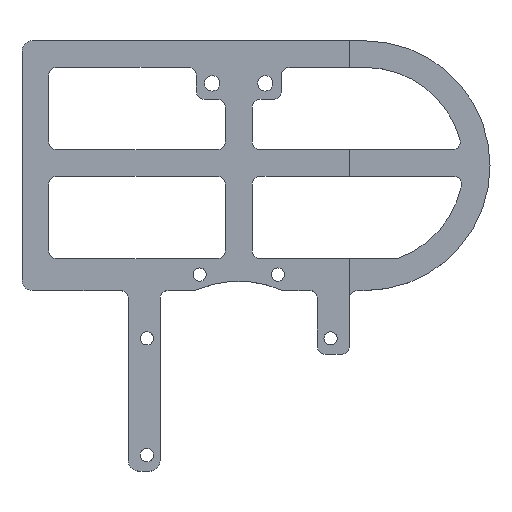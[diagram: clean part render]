
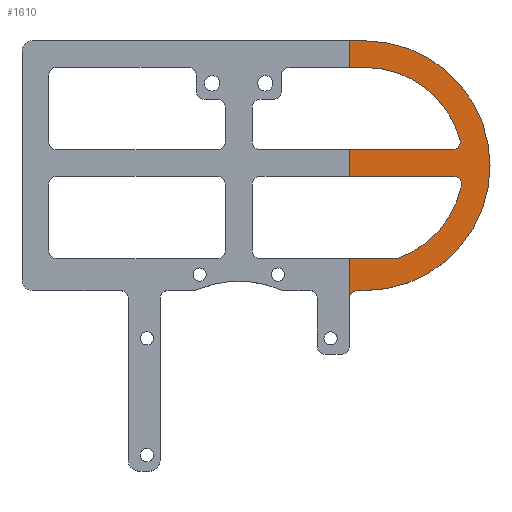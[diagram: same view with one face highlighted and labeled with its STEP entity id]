
A CAD part, top view. The second image highlights one B-rep face of the part: STEP entity #1610.
In plain terms, the highlighted planar face has unit normal (0, 0, 1).
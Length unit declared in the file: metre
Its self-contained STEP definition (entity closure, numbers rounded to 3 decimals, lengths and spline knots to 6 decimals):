
#12=CIRCLE('',#1627,0.0235);
#14=CIRCLE('',#1630,0.0015);
#16=CIRCLE('',#1633,0.0185);
#18=CIRCLE('',#1636,0.0185);
#20=CIRCLE('',#1639,0.0015);
#22=CIRCLE('',#1642,0.0015);
#24=CIRCLE('',#1645,0.0015);
#582=ORIENTED_EDGE('',*,*,#621,.T.);
#583=ORIENTED_EDGE('',*,*,#617,.T.);
#584=ORIENTED_EDGE('',*,*,#624,.T.);
#585=ORIENTED_EDGE('',*,*,#805,.T.);
#586=ORIENTED_EDGE('',*,*,#771,.T.);
#587=ORIENTED_EDGE('',*,*,#610,.T.);
#588=ORIENTED_EDGE('',*,*,#604,.T.);
#589=ORIENTED_EDGE('',*,*,#608,.T.);
#590=ORIENTED_EDGE('',*,*,#599,.F.);
#591=ORIENTED_EDGE('',*,*,#823,.T.);
#592=ORIENTED_EDGE('',*,*,#630,.T.);
#593=ORIENTED_EDGE('',*,*,#613,.T.);
#594=ORIENTED_EDGE('',*,*,#627,.T.);
#595=ORIENTED_EDGE('',*,*,#798,.T.);
#596=ORIENTED_EDGE('',*,*,#824,.T.);
#597=ORIENTED_EDGE('',*,*,#802,.F.);
#599=EDGE_CURVE('',#825,#827,#984,.T.);
#604=EDGE_CURVE('',#831,#832,#989,.T.);
#608=EDGE_CURVE('',#832,#827,#12,.T.);
#610=EDGE_CURVE('',#835,#831,#14,.F.);
#613=EDGE_CURVE('',#837,#838,#16,.F.);
#617=EDGE_CURVE('',#841,#842,#18,.F.);
#621=EDGE_CURVE('',#845,#841,#20,.F.);
#624=EDGE_CURVE('',#842,#847,#22,.F.);
#627=EDGE_CURVE('',#838,#849,#24,.F.);
#630=EDGE_CURVE('',#851,#837,#1001,.T.);
#771=EDGE_CURVE('',#974,#835,#1074,.T.);
#798=EDGE_CURVE('',#849,#981,#1095,.T.);
#802=EDGE_CURVE('',#845,#982,#1099,.T.);
#805=EDGE_CURVE('',#847,#974,#1102,.T.);
#823=EDGE_CURVE('',#825,#851,#1120,.T.);
#824=EDGE_CURVE('',#981,#982,#1121,.T.);
#825=VERTEX_POINT('',#2278);
#827=VERTEX_POINT('',#2281);
#831=VERTEX_POINT('',#2291);
#832=VERTEX_POINT('',#2292);
#835=VERTEX_POINT('',#2303);
#837=VERTEX_POINT('',#2309);
#838=VERTEX_POINT('',#2310);
#841=VERTEX_POINT('',#2318);
#842=VERTEX_POINT('',#2319);
#845=VERTEX_POINT('',#2327);
#847=VERTEX_POINT('',#2333);
#849=VERTEX_POINT('',#2339);
#851=VERTEX_POINT('',#2345);
#974=VERTEX_POINT('',#2618);
#981=VERTEX_POINT('',#2682);
#982=VERTEX_POINT('',#2687);
#984=LINE('',#2280,#1123);
#989=LINE('',#2290,#1128);
#1001=LINE('',#2344,#1140);
#1074=LINE('',#2617,#1213);
#1095=LINE('',#2683,#1234);
#1099=LINE('',#2689,#1238);
#1102=LINE('',#2694,#1241);
#1120=LINE('',#2739,#1259);
#1121=LINE('',#2741,#1260);
#1123=VECTOR('',#1799,1.);
#1128=VECTOR('',#1806,1.);
#1140=VECTOR('',#1862,1.);
#1213=VECTOR('',#2089,1.);
#1234=VECTOR('',#2184,1.);
#1238=VECTOR('',#2190,1.);
#1241=VECTOR('',#2197,1.);
#1259=VECTOR('',#2269,1.);
#1260=VECTOR('',#2272,1.);
#1375=EDGE_LOOP('',(#582,#583,#584,#585,#586,#587,#588,#589,#590,#591,#592,
#593,#594,#595,#596,#597));
#1490=FACE_BOUND('',#1375,.T.);
#1528=PLANE('',#1793);
#1610=ADVANCED_FACE('',(#1490),#1528,.T.);
#1627=AXIS2_PLACEMENT_3D('',#2299,#1812,#1813);
#1630=AXIS2_PLACEMENT_3D('',#2302,#1818,#1819);
#1633=AXIS2_PLACEMENT_3D('',#2308,#1825,#1826);
#1636=AXIS2_PLACEMENT_3D('',#2317,#1833,#1834);
#1639=AXIS2_PLACEMENT_3D('',#2326,#1841,#1842);
#1642=AXIS2_PLACEMENT_3D('',#2332,#1848,#1849);
#1645=AXIS2_PLACEMENT_3D('',#2338,#1855,#1856);
#1793=AXIS2_PLACEMENT_3D('',#2742,#2273,#2274);
#1799=DIRECTION('',(1.,0.,0.));
#1806=DIRECTION('',(1.,0.,0.));
#1812=DIRECTION('',(0.,0.,1.));
#1813=DIRECTION('',(1.,0.,0.));
#1818=DIRECTION('',(0.,0.,1.));
#1819=DIRECTION('',(1.,0.,0.));
#1825=DIRECTION('',(0.,0.,1.));
#1826=DIRECTION('',(1.,0.,0.));
#1833=DIRECTION('',(0.,0.,1.));
#1834=DIRECTION('',(1.,0.,0.));
#1841=DIRECTION('',(0.,0.,1.));
#1842=DIRECTION('',(1.,0.,0.));
#1848=DIRECTION('',(0.,0.,1.));
#1849=DIRECTION('',(1.,0.,0.));
#1855=DIRECTION('',(0.,0.,1.));
#1856=DIRECTION('',(1.,0.,0.));
#1862=DIRECTION('',(1.,0.,0.));
#2089=DIRECTION('',(0.,-1.,0.));
#2184=DIRECTION('',(-1.,0.,0.));
#2190=DIRECTION('',(-1.,0.,0.));
#2197=DIRECTION('',(-1.,0.,0.));
#2269=DIRECTION('',(0.,-1.,0.));
#2272=DIRECTION('',(0.,-1.,0.));
#2273=DIRECTION('',(0.,0.,1.));
#2274=DIRECTION('',(1.,0.,0.));
#2278=CARTESIAN_POINT('',(0.0208,0.047,0.003));
#2280=CARTESIAN_POINT('',(-0.0085,0.047,0.003));
#2281=CARTESIAN_POINT('',(0.0238,0.047,0.003));
#2290=CARTESIAN_POINT('',(0.0223,0.,0.003));
#2291=CARTESIAN_POINT('',(0.0223,0.,0.003));
#2292=CARTESIAN_POINT('',(0.0238,0.,0.003));
#2299=CARTESIAN_POINT('',(0.0238,0.0235,0.003));
#2302=CARTESIAN_POINT('',(0.0223,-0.0015,0.003));
#2303=CARTESIAN_POINT('',(0.0208,-0.0015,0.003));
#2308=CARTESIAN_POINT('',(0.0238,0.0235,0.003));
#2309=CARTESIAN_POINT('',(0.0238,0.042,0.003));
#2310=CARTESIAN_POINT('',(0.04164,0.028397,0.003));
#2317=CARTESIAN_POINT('',(0.0238,0.0235,0.003));
#2318=CARTESIAN_POINT('',(0.041904,0.019691,0.003));
#2319=CARTESIAN_POINT('',(0.030051,0.006088,0.003));
#2326=CARTESIAN_POINT('',(0.040436,0.02,0.003));
#2327=CARTESIAN_POINT('',(0.040436,0.0215,0.003));
#2332=CARTESIAN_POINT('',(0.029545,0.0075,0.003));
#2333=CARTESIAN_POINT('',(0.029545,0.006,0.003));
#2338=CARTESIAN_POINT('',(0.040194,0.028,0.003));
#2339=CARTESIAN_POINT('',(0.040194,0.0265,0.003));
#2344=CARTESIAN_POINT('',(0.01315,0.042,0.003));
#2345=CARTESIAN_POINT('',(0.0208,0.042,0.003));
#2617=CARTESIAN_POINT('',(0.0208,0.02275,0.003));
#2618=CARTESIAN_POINT('',(0.0208,0.006,0.003));
#2682=CARTESIAN_POINT('',(0.0208,0.0265,0.003));
#2683=CARTESIAN_POINT('',(0.022278,0.0265,0.003));
#2687=CARTESIAN_POINT('',(0.0208,0.0215,0.003));
#2689=CARTESIAN_POINT('',(0.022346,0.0215,0.003));
#2694=CARTESIAN_POINT('',(0.01615,0.006,0.003));
#2739=CARTESIAN_POINT('',(0.0208,0.02275,0.003));
#2741=CARTESIAN_POINT('',(0.0208,0.02275,0.003));
#2742=CARTESIAN_POINT('',(0.00325,0.0065,0.003));
